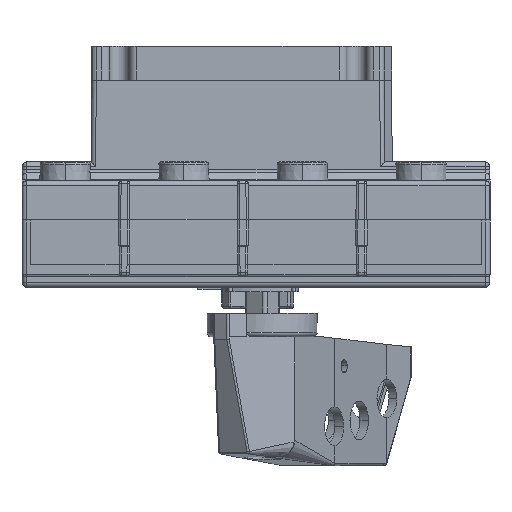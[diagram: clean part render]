
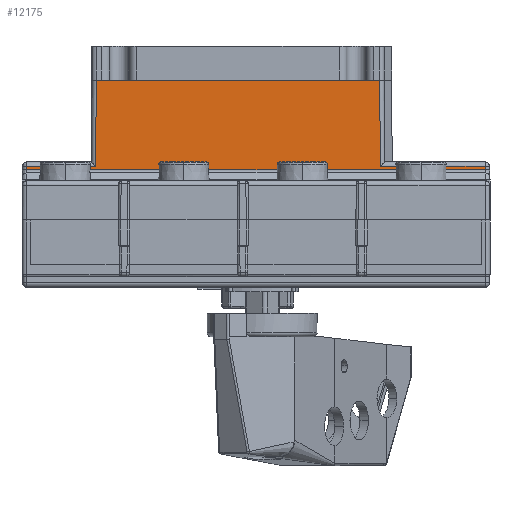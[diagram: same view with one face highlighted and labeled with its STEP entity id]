
A CAD part, left-side view. The second image highlights one B-rep face of the part: STEP entity #12175.
In plain terms, the highlighted planar face has unit normal (-1, 0, 0.009).
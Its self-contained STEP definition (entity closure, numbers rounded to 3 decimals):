
#449=CARTESIAN_POINT('',(-82.535,-27.438,56.503));
#598=DIRECTION('',(-0.009,-0.009,-1.));
#599=VECTOR('',#598,19.593);
#600=CARTESIAN_POINT('',(-82.535,-27.438,56.503));
#601=LINE('',#600,#599);
#602=DIRECTION('',(0.,-1.,0.));
#603=VECTOR('',#602,23.835);
#604=CARTESIAN_POINT('',(-82.706,-27.609,36.912));
#605=LINE('',#604,#603);
#606=DIRECTION('',(-0.009,-0.007,-1.));
#607=VECTOR('',#606,0.804);
#608=CARTESIAN_POINT('',(-82.706,-51.444,36.912));
#609=LINE('',#608,#607);
#610=DIRECTION('',(0.,1.,0.));
#611=VECTOR('',#610,104.299);
#612=CARTESIAN_POINT('',(-82.713,-51.45,36.108));
#613=LINE('',#612,#611);
#614=DIRECTION('',(0.009,-0.008,1.));
#615=VECTOR('',#614,0.804);
#616=CARTESIAN_POINT('',(-82.713,52.85,36.108));
#617=LINE('',#616,#615);
#618=DIRECTION('',(0.,-1.,0.));
#619=VECTOR('',#618,15.635);
#620=CARTESIAN_POINT('',(-82.706,52.844,36.912));
#621=LINE('',#620,#619);
#622=DIRECTION('',(0.009,-0.009,1.));
#623=VECTOR('',#622,19.593);
#624=CARTESIAN_POINT('',(-82.706,37.209,36.912));
#625=LINE('',#624,#623);
#626=DIRECTION('',(0.,-1.,0.));
#627=VECTOR('',#626,64.475);
#628=CARTESIAN_POINT('',(-82.535,37.038,56.503));
#629=LINE('',#628,#627);
#8844=VERTEX_POINT('',#449);
#8845=CARTESIAN_POINT('',(-82.535,37.038,56.503));
#8846=VERTEX_POINT('',#8845);
#8877=CARTESIAN_POINT('',(-82.706,37.209,36.912));
#8878=VERTEX_POINT('',#8877);
#8879=CARTESIAN_POINT('',(-82.706,-27.609,
36.912));
#8880=VERTEX_POINT('',#8879);
#8881=CARTESIAN_POINT('',(-82.706,-51.444,
36.912));
#8882=VERTEX_POINT('',#8881);
#8883=CARTESIAN_POINT('',(-82.713,-51.45,
36.108));
#8884=VERTEX_POINT('',#8883);
#8885=CARTESIAN_POINT('',(-82.713,52.85,36.108));
#8886=VERTEX_POINT('',#8885);
#8887=CARTESIAN_POINT('',(-82.706,52.844,36.912));
#8888=VERTEX_POINT('',#8887);
#12154=CARTESIAN_POINT('',(-82.812,-46.,
24.703));
#12155=DIRECTION('',(-1.,0.,0.009));
#12156=DIRECTION('',(-0.009,0.,-1.));
#12157=AXIS2_PLACEMENT_3D('',#12154,#12155,#12156);
#12158=PLANE('',#12157);
#12160=ORIENTED_EDGE('',*,*,#12159,.T.);
#12162=ORIENTED_EDGE('',*,*,#12161,.T.);
#12164=ORIENTED_EDGE('',*,*,#12163,.T.);
#12166=ORIENTED_EDGE('',*,*,#12165,.T.);
#12168=ORIENTED_EDGE('',*,*,#12167,.T.);
#12170=ORIENTED_EDGE('',*,*,#12169,.T.);
#12171=ORIENTED_EDGE('',*,*,#12145,.T.);
#12172=ORIENTED_EDGE('',*,*,#12046,.T.);
#12173=EDGE_LOOP('',(#12160,#12162,#12164,#12166,#12168,#12170,#12171,#12172));
#12174=FACE_OUTER_BOUND('',#12173,.F.);
#12175=ADVANCED_FACE('',(#12174),#12158,.T.);
#12046=EDGE_CURVE('',#8846,#8844,#629,.T.);
#12145=EDGE_CURVE('',#8878,#8846,#625,.T.);
#12159=EDGE_CURVE('',#8844,#8880,#601,.T.);
#12161=EDGE_CURVE('',#8880,#8882,#605,.T.);
#12163=EDGE_CURVE('',#8882,#8884,#609,.T.);
#12165=EDGE_CURVE('',#8884,#8886,#613,.T.);
#12167=EDGE_CURVE('',#8886,#8888,#617,.T.);
#12169=EDGE_CURVE('',#8888,#8878,#621,.T.);
